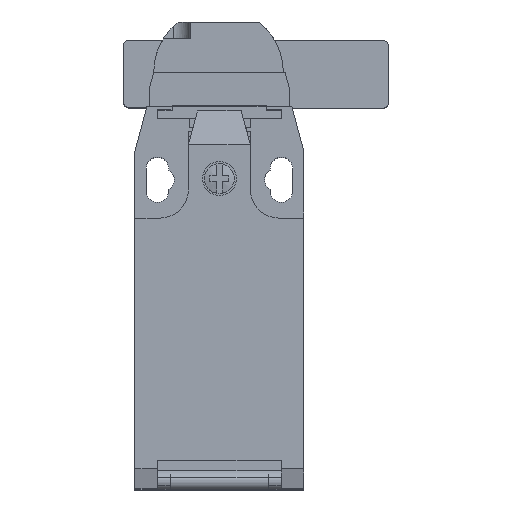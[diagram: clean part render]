
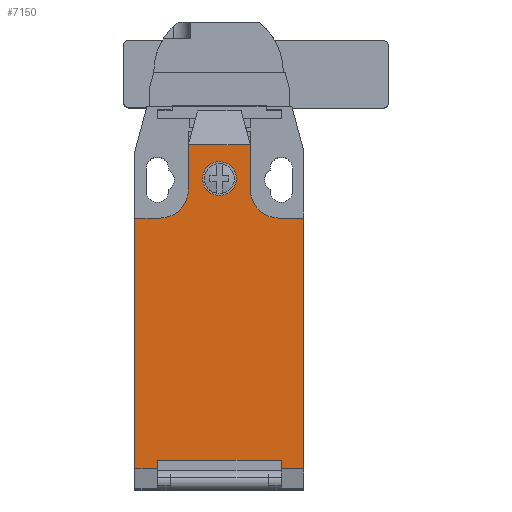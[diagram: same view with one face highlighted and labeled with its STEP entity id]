
A CAD part, top view. The second image highlights one B-rep face of the part: STEP entity #7150.
In plain terms, the highlighted planar face has unit normal (0, 0, 1).
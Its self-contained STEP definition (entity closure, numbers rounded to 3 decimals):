
#160=FACE_BOUND($,#928,.T.);
#161=FACE_BOUND($,#929,.T.);
#928=EDGE_LOOP($,(#5414));
#929=EDGE_LOOP($,(#5415,#5416,#5417,#5418,#5419,#5420,#5421,#5422,#5423,
#5424,#5425,#5426,#5427,#5428));
#1340=CIRCLE($,#7513,3.);
#1353=CIRCLE($,#7617,5.);
#1354=CIRCLE($,#7620,5.);
#1774=LINE($,#10768,#2531);
#1777=LINE($,#10774,#2534);
#1785=LINE($,#10798,#2542);
#1790=LINE($,#10807,#2547);
#1798=LINE($,#10830,#2555);
#1801=LINE($,#10842,#2558);
#1823=LINE($,#10881,#2580);
#1825=LINE($,#10886,#2582);
#1826=LINE($,#10889,#2583);
#1828=LINE($,#10892,#2585);
#1829=LINE($,#10894,#2586);
#1830=LINE($,#10896,#2587);
#2531=VECTOR($,#8655,1.5);
#2534=VECTOR($,#8660,4.);
#2542=VECTOR($,#8682,1.5);
#2547=VECTOR($,#8689,4.);
#2555=VECTOR($,#8711,8.);
#2558=VECTOR($,#8722,8.);
#2580=VECTOR($,#8756,11.);
#2582=VECTOR($,#8762,4.5);
#2583=VECTOR($,#8765,4.5);
#2585=VECTOR($,#8769,44.5);
#2586=VECTOR($,#8772,44.5);
#2587=VECTOR($,#8775,22.);
#3084=VERTEX_POINT($,#10312);
#3234=VERTEX_POINT($,#10765);
#3235=VERTEX_POINT($,#10767);
#3237=VERTEX_POINT($,#10773);
#3245=VERTEX_POINT($,#10795);
#3246=VERTEX_POINT($,#10797);
#3249=VERTEX_POINT($,#10805);
#3254=VERTEX_POINT($,#10820);
#3255=VERTEX_POINT($,#10822);
#3257=VERTEX_POINT($,#10828);
#3258=VERTEX_POINT($,#10832);
#3259=VERTEX_POINT($,#10833);
#3262=VERTEX_POINT($,#10841);
#3274=VERTEX_POINT($,#10884);
#3275=VERTEX_POINT($,#10888);
#3791=EDGE_CURVE($,#3084,#3084,#1340,.T.);
#4013=EDGE_CURVE($,#3234,#3235,#1774,.T.);
#4016=EDGE_CURVE($,#3237,#3235,#1777,.T.);
#4027=EDGE_CURVE($,#3246,#3245,#1785,.T.);
#4032=EDGE_CURVE($,#3249,#3245,#1790,.T.);
#4039=EDGE_CURVE($,#3254,#3255,#1353,.T.);
#4043=EDGE_CURVE($,#3254,#3257,#1798,.T.);
#4044=EDGE_CURVE($,#3258,#3259,#1354,.T.);
#4048=EDGE_CURVE($,#3262,#3259,#1801,.T.);
#4070=EDGE_CURVE($,#3257,#3262,#1823,.T.);
#4072=EDGE_CURVE($,#3274,#3258,#1825,.T.);
#4073=EDGE_CURVE($,#3255,#3275,#1826,.T.);
#4075=EDGE_CURVE($,#3237,#3274,#1828,.T.);
#4076=EDGE_CURVE($,#3275,#3249,#1829,.T.);
#4077=EDGE_CURVE($,#3246,#3234,#1830,.T.);
#5414=ORIENTED_EDGE($,*,*,#3791,.T.);
#5415=ORIENTED_EDGE($,*,*,#4075,.F.);
#5416=ORIENTED_EDGE($,*,*,#4016,.T.);
#5417=ORIENTED_EDGE($,*,*,#4013,.F.);
#5418=ORIENTED_EDGE($,*,*,#4077,.F.);
#5419=ORIENTED_EDGE($,*,*,#4027,.T.);
#5420=ORIENTED_EDGE($,*,*,#4032,.F.);
#5421=ORIENTED_EDGE($,*,*,#4076,.F.);
#5422=ORIENTED_EDGE($,*,*,#4073,.F.);
#5423=ORIENTED_EDGE($,*,*,#4039,.F.);
#5424=ORIENTED_EDGE($,*,*,#4043,.T.);
#5425=ORIENTED_EDGE($,*,*,#4070,.T.);
#5426=ORIENTED_EDGE($,*,*,#4048,.T.);
#5427=ORIENTED_EDGE($,*,*,#4044,.F.);
#5428=ORIENTED_EDGE($,*,*,#4072,.F.);
#6819=PLANE($,#7635);
#7150=ADVANCED_FACE($,(#160,#161),#6819,.T.);
#7513=AXIS2_PLACEMENT_3D($,#10313,#8261,#8262);
#7617=AXIS2_PLACEMENT_3D($,#10823,#8704,#8705);
#7620=AXIS2_PLACEMENT_3D($,#10834,#8714,#8715);
#7635=AXIS2_PLACEMENT_3D($,#10897,#8776,#8777);
#8261=DIRECTION('center_axis',(0.,0.,-1.));
#8262=DIRECTION('ref_axis',(1.,0.,0.));
#8655=DIRECTION($,(0.,-1.,0.));
#8660=DIRECTION($,(1.,0.,0.));
#8682=DIRECTION($,(0.,-1.,0.));
#8689=DIRECTION($,(-1.,0.,0.));
#8704=DIRECTION('center_axis',(0.,0.,1.));
#8705=DIRECTION('ref_axis',(-0.707,-0.707,0.));
#8711=DIRECTION($,(0.,1.,0.));
#8714=DIRECTION('center_axis',(0.,0.,1.));
#8715=DIRECTION('ref_axis',(0.707,-0.707,0.));
#8722=DIRECTION($,(0.,-1.,0.));
#8756=DIRECTION($,(-1.,0.,0.));
#8762=DIRECTION($,(1.,0.,0.));
#8765=DIRECTION($,(1.,0.,0.));
#8769=DIRECTION($,(0.,1.,0.));
#8772=DIRECTION($,(0.,-1.,0.));
#8775=DIRECTION($,(-1.,0.,0.));
#8776=DIRECTION('center_axis',(0.,0.,1.));
#8777=DIRECTION('ref_axis',(1.,0.,0.));
#10312=CARTESIAN_POINT('',(18.,50.,3.));
#10313=CARTESIAN_POINT('Origin',(15.,50.,3.));
#10765=CARTESIAN_POINT('',(4.,0.,3.));
#10767=CARTESIAN_POINT('',(4.,-1.5,3.));
#10768=CARTESIAN_POINT($,(4.,0.,3.));
#10773=CARTESIAN_POINT('',(0.,-1.5,3.));
#10774=CARTESIAN_POINT($,(0.,-1.5,3.));
#10795=CARTESIAN_POINT('',(26.,-1.5,3.));
#10797=CARTESIAN_POINT('',(26.,0.,3.));
#10798=CARTESIAN_POINT($,(26.,0.,3.));
#10805=CARTESIAN_POINT('',(30.,-1.5,3.));
#10807=CARTESIAN_POINT($,(30.,-1.5,3.));
#10820=CARTESIAN_POINT('',(20.5,48.,3.));
#10822=CARTESIAN_POINT('',(25.5,43.,3.));
#10823=CARTESIAN_POINT('Origin',(25.5,48.,3.));
#10828=CARTESIAN_POINT('',(20.5,56.,3.));
#10830=CARTESIAN_POINT($,(20.5,43.,3.));
#10832=CARTESIAN_POINT('',(4.5,43.,3.));
#10833=CARTESIAN_POINT('',(9.5,48.,3.));
#10834=CARTESIAN_POINT('Origin',(4.5,48.,3.));
#10841=CARTESIAN_POINT('',(9.5,56.,3.));
#10842=CARTESIAN_POINT($,(9.5,56.,3.));
#10881=CARTESIAN_POINT($,(20.5,56.,3.));
#10884=CARTESIAN_POINT('',(0.,43.,3.));
#10886=CARTESIAN_POINT($,(30.,43.,3.));
#10888=CARTESIAN_POINT('',(30.,43.,3.));
#10889=CARTESIAN_POINT($,(30.,43.,3.));
#10892=CARTESIAN_POINT($,(0.,43.,3.));
#10894=CARTESIAN_POINT($,(30.,0.,3.));
#10896=CARTESIAN_POINT($,(0.,0.,3.));
#10897=CARTESIAN_POINT('Origin',(15.,21.5,3.));
